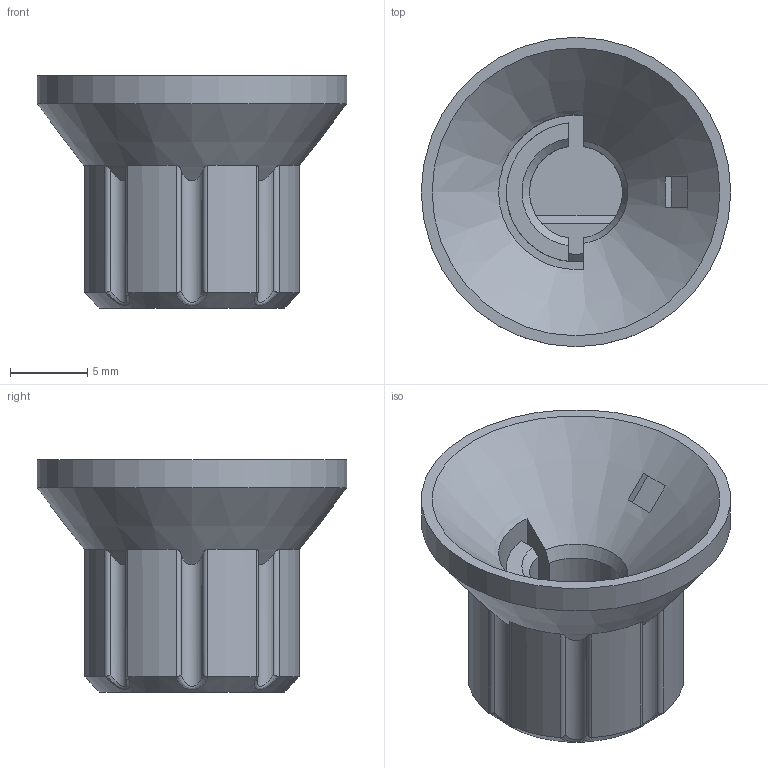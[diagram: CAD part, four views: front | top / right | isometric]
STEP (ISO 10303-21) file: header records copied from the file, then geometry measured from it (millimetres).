
FILE_DESCRIPTION(/* description */ (''),/* implementation_level */ '2;1');
FILE_NAME(/* name */ 'knob.stp',/* time_stamp */ '2023-12-19T13:28:06+01:00',/* author */ ('Dominik Tebich'),/* organization */ (''),/* preprocessor_version */ 'ST-DEVELOPER v19.2',/* originating_system */ 'Autodesk Inventor 2023',/* authorisation */ '');
FILE_SCHEMA (('AUTOMOTIVE_DESIGN { 1 0 10303 214 3 1 1 }'));
Length unit declared in the file: millimetre
Products named in the file (1): Knob R1
Bounding box: 20 x 20 x 15 mm (x, y, z)
Volume: 1742.7 mm3; surface area: 1767.3 mm2
Topology: 1 solids, 1 shells, 67 faces, 188 edges, 125 vertices
Faces by surface type: cylinder 37, plane 16, bspline 8, cone 6
Full cylindrical faces by diameter (mm): 20 x1
Entity records: 3682 total; most frequent: CARTESIAN_POINT 2077, ORIENTED_EDGE 376, DIRECTION 259, EDGE_CURVE 188, VERTEX_POINT 125, AXIS2_PLACEMENT_3D 97, B_SPLINE_CURVE_WITH_KNOTS 74, EDGE_LOOP 69
